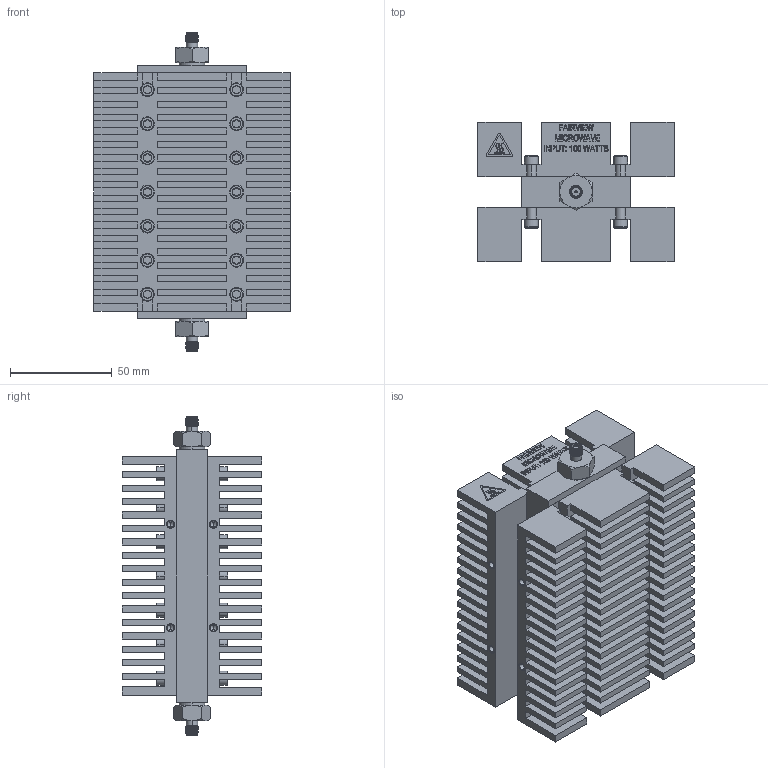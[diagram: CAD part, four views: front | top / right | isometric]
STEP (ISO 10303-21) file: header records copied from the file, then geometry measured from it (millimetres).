
FILE_DESCRIPTION (( 'STEP AP214' ), '1' );
FILE_NAME ('SA6SFSF100W-20_3D.step', '2025-01-14T21:22:25', ( '' ), ( '' ), 'SwSTEP 2.0', 'SolidWorks 2022', '' );
FILE_SCHEMA (( 'AUTOMOTIVE_DESIGN' ));
Products named in the file (1): SA6SFSF100W-20_3D
Bounding box: 96.52 x 68.58 x 156.46 mm (x, y, z)
Volume: 421707 mm3; surface area: 181243.2 mm2
Topology: 1 solids, 1 shells, 1739 faces, 4240 edges, 2640 vertices
Faces by surface type: plane 1097, cone 370, cylinder 156, bspline 112, torus 4
Entity records: 61872 total; most frequent: CARTESIAN_POINT 22170, ORIENTED_EDGE 8448, DIRECTION 7592, EDGE_CURVE 4224, LINE 3032, VECTOR 3032, VERTEX_POINT 2640, AXIS2_PLACEMENT_3D 2280
